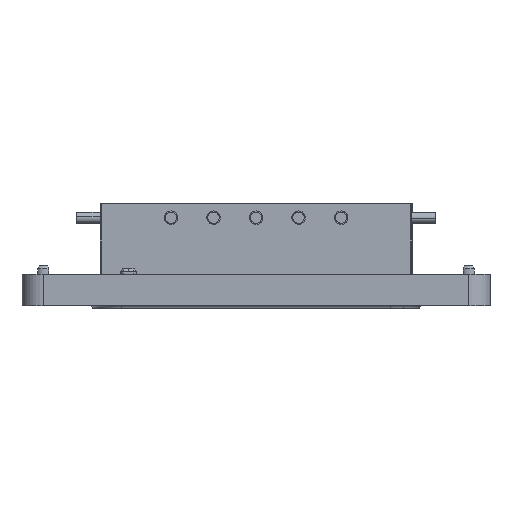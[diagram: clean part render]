
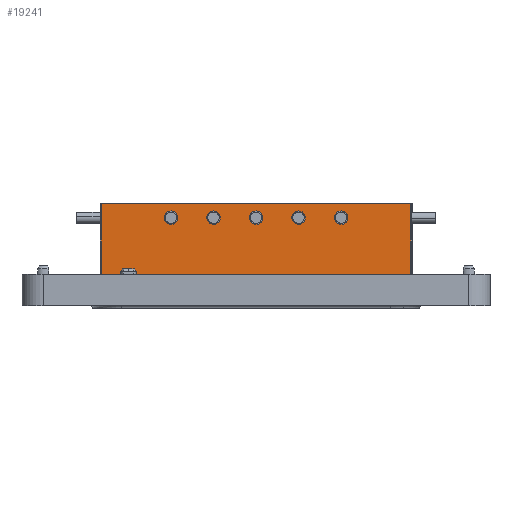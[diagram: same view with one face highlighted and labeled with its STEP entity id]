
A CAD part, left-side view. The second image highlights one B-rep face of the part: STEP entity #19241.
In plain terms, the highlighted planar face has unit normal (-1, 0, 0).
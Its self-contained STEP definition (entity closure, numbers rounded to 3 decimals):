
#18976=CARTESIAN_POINT('Line Origine',(-185.,0.,24.)) ;
#18980=CARTESIAN_POINT('Vertex',(-185.,-109.,24.)) ;
#18982=CARTESIAN_POINT('Vertex',(-185.,109.,24.)) ;
#19121=CARTESIAN_POINT('Axis2P3D Location',(-185.,-110.,74.)) ;
#19126=CARTESIAN_POINT('Line Origine',(-185.,0.,74.)) ;
#19130=CARTESIAN_POINT('Vertex',(-185.,-109.,74.)) ;
#19132=CARTESIAN_POINT('Vertex',(-185.,109.,74.)) ;
#19135=CARTESIAN_POINT('Line Origine',(-185.,109.,49.)) ;
#19140=CARTESIAN_POINT('Line Origine',(-185.,-109.,49.)) ;
#19151=CARTESIAN_POINT('Axis2P3D Location',(-185.,-30.,64.)) ;
#19155=CARTESIAN_POINT('Vertex',(-185.,-34.169,66.277)) ;
#19157=CARTESIAN_POINT('Vertex',(-185.,-25.831,61.723)) ;
#19160=CARTESIAN_POINT('Axis2P3D Location',(-185.,-30.,64.)) ;
#19169=CARTESIAN_POINT('Axis2P3D Location',(-185.,-60.,64.)) ;
#19173=CARTESIAN_POINT('Vertex',(-185.,-55.831,61.723)) ;
#19175=CARTESIAN_POINT('Vertex',(-185.,-64.169,66.277)) ;
#19178=CARTESIAN_POINT('Axis2P3D Location',(-185.,-60.,64.)) ;
#19187=CARTESIAN_POINT('Axis2P3D Location',(-185.,0.,64.)) ;
#19191=CARTESIAN_POINT('Vertex',(-185.,-4.169,66.277)) ;
#19193=CARTESIAN_POINT('Vertex',(-185.,4.169,61.723)) ;
#19196=CARTESIAN_POINT('Axis2P3D Location',(-185.,0.,64.)) ;
#19205=CARTESIAN_POINT('Axis2P3D Location',(-185.,30.,64.)) ;
#19209=CARTESIAN_POINT('Vertex',(-185.,25.831,66.277)) ;
#19211=CARTESIAN_POINT('Vertex',(-185.,34.169,61.723)) ;
#19214=CARTESIAN_POINT('Axis2P3D Location',(-185.,30.,64.)) ;
#19223=CARTESIAN_POINT('Axis2P3D Location',(-185.,60.,64.)) ;
#19227=CARTESIAN_POINT('Vertex',(-185.,55.831,66.277)) ;
#19229=CARTESIAN_POINT('Vertex',(-185.,64.169,61.723)) ;
#19232=CARTESIAN_POINT('Axis2P3D Location',(-185.,60.,64.)) ;
#18977=DIRECTION('Vector Direction',(0.,1.,0.)) ;
#19122=DIRECTION('Axis2P3D Direction',(1.,-0.,0.)) ;
#19123=DIRECTION('Axis2P3D XDirection',(0.,0.,-1.)) ;
#19127=DIRECTION('Vector Direction',(0.,1.,0.)) ;
#19136=DIRECTION('Vector Direction',(0.,0.,-1.)) ;
#19141=DIRECTION('Vector Direction',(0.,0.,-1.)) ;
#19152=DIRECTION('Axis2P3D Direction',(1.,-0.,0.)) ;
#19161=DIRECTION('Axis2P3D Direction',(1.,-0.,0.)) ;
#19170=DIRECTION('Axis2P3D Direction',(1.,-0.,0.)) ;
#19179=DIRECTION('Axis2P3D Direction',(1.,-0.,0.)) ;
#19188=DIRECTION('Axis2P3D Direction',(1.,-0.,0.)) ;
#19197=DIRECTION('Axis2P3D Direction',(1.,-0.,0.)) ;
#19206=DIRECTION('Axis2P3D Direction',(1.,-0.,0.)) ;
#19215=DIRECTION('Axis2P3D Direction',(1.,-0.,0.)) ;
#19224=DIRECTION('Axis2P3D Direction',(1.,-0.,0.)) ;
#19233=DIRECTION('Axis2P3D Direction',(1.,-0.,0.)) ;
#19124=AXIS2_PLACEMENT_3D('Plane Axis2P3D',#19121,#19122,#19123) ;
#19153=AXIS2_PLACEMENT_3D('Circle Axis2P3D',#19151,#19152,$) ;
#19162=AXIS2_PLACEMENT_3D('Circle Axis2P3D',#19160,#19161,$) ;
#19171=AXIS2_PLACEMENT_3D('Circle Axis2P3D',#19169,#19170,$) ;
#19180=AXIS2_PLACEMENT_3D('Circle Axis2P3D',#19178,#19179,$) ;
#19189=AXIS2_PLACEMENT_3D('Circle Axis2P3D',#19187,#19188,$) ;
#19198=AXIS2_PLACEMENT_3D('Circle Axis2P3D',#19196,#19197,$) ;
#19207=AXIS2_PLACEMENT_3D('Circle Axis2P3D',#19205,#19206,$) ;
#19216=AXIS2_PLACEMENT_3D('Circle Axis2P3D',#19214,#19215,$) ;
#19225=AXIS2_PLACEMENT_3D('Circle Axis2P3D',#19223,#19224,$) ;
#19234=AXIS2_PLACEMENT_3D('Circle Axis2P3D',#19232,#19233,$) ;
#19146=ORIENTED_EDGE('',*,*,#19134,.T.) ;
#19147=ORIENTED_EDGE('',*,*,#19139,.T.) ;
#19148=ORIENTED_EDGE('',*,*,#18984,.F.) ;
#19149=ORIENTED_EDGE('',*,*,#19144,.F.) ;
#19166=ORIENTED_EDGE('',*,*,#19159,.F.) ;
#19167=ORIENTED_EDGE('',*,*,#19164,.F.) ;
#19184=ORIENTED_EDGE('',*,*,#19177,.F.) ;
#19185=ORIENTED_EDGE('',*,*,#19182,.F.) ;
#19202=ORIENTED_EDGE('',*,*,#19195,.F.) ;
#19203=ORIENTED_EDGE('',*,*,#19200,.F.) ;
#19220=ORIENTED_EDGE('',*,*,#19213,.F.) ;
#19221=ORIENTED_EDGE('',*,*,#19218,.F.) ;
#19238=ORIENTED_EDGE('',*,*,#19231,.F.) ;
#19239=ORIENTED_EDGE('',*,*,#19236,.F.) ;
#19168=FACE_BOUND('',#19165,.T.) ;
#19186=FACE_BOUND('',#19183,.T.) ;
#19204=FACE_BOUND('',#19201,.T.) ;
#19222=FACE_BOUND('',#19219,.T.) ;
#19240=FACE_BOUND('',#19237,.T.) ;
#18978=VECTOR('Line Direction',#18977,1.) ;
#19128=VECTOR('Line Direction',#19127,1.) ;
#19137=VECTOR('Line Direction',#19136,1.) ;
#19142=VECTOR('Line Direction',#19141,1.) ;
#19241=ADVANCED_FACE('AEGT016.1.2.1\\\X2\96F64EF651E04F554F53\X0\',(#19150,#19168,#19186,#19204,#19222,#19240),#19125,.F.) ;
#19154=CIRCLE('generated circle',#19153,4.75) ;
#19163=CIRCLE('generated circle',#19162,4.75) ;
#19172=CIRCLE('generated circle',#19171,4.75) ;
#19181=CIRCLE('generated circle',#19180,4.75) ;
#19190=CIRCLE('generated circle',#19189,4.75) ;
#19199=CIRCLE('generated circle',#19198,4.75) ;
#19208=CIRCLE('generated circle',#19207,4.75) ;
#19217=CIRCLE('generated circle',#19216,4.75) ;
#19226=CIRCLE('generated circle',#19225,4.75) ;
#19235=CIRCLE('generated circle',#19234,4.75) ;
#18984=EDGE_CURVE('',#18981,#18983,#18979,.T.) ;
#19134=EDGE_CURVE('',#19131,#19133,#19129,.T.) ;
#19139=EDGE_CURVE('',#19133,#18983,#19138,.T.) ;
#19144=EDGE_CURVE('',#19131,#18981,#19143,.T.) ;
#19159=EDGE_CURVE('',#19156,#19158,#19154,.F.) ;
#19164=EDGE_CURVE('',#19158,#19156,#19163,.F.) ;
#19177=EDGE_CURVE('',#19174,#19176,#19172,.F.) ;
#19182=EDGE_CURVE('',#19176,#19174,#19181,.F.) ;
#19195=EDGE_CURVE('',#19192,#19194,#19190,.F.) ;
#19200=EDGE_CURVE('',#19194,#19192,#19199,.F.) ;
#19213=EDGE_CURVE('',#19210,#19212,#19208,.F.) ;
#19218=EDGE_CURVE('',#19212,#19210,#19217,.F.) ;
#19231=EDGE_CURVE('',#19228,#19230,#19226,.F.) ;
#19236=EDGE_CURVE('',#19230,#19228,#19235,.F.) ;
#19145=EDGE_LOOP('',(#19146,#19147,#19148,#19149)) ;
#19165=EDGE_LOOP('',(#19166,#19167)) ;
#19183=EDGE_LOOP('',(#19184,#19185)) ;
#19201=EDGE_LOOP('',(#19202,#19203)) ;
#19219=EDGE_LOOP('',(#19220,#19221)) ;
#19237=EDGE_LOOP('',(#19238,#19239)) ;
#19150=FACE_OUTER_BOUND('',#19145,.T.) ;
#18979=LINE('Line',#18976,#18978) ;
#19129=LINE('Line',#19126,#19128) ;
#19138=LINE('Line',#19135,#19137) ;
#19143=LINE('Line',#19140,#19142) ;
#19125=PLANE('',#19124) ;
#18981=VERTEX_POINT('',#18980) ;
#18983=VERTEX_POINT('',#18982) ;
#19131=VERTEX_POINT('',#19130) ;
#19133=VERTEX_POINT('',#19132) ;
#19156=VERTEX_POINT('',#19155) ;
#19158=VERTEX_POINT('',#19157) ;
#19174=VERTEX_POINT('',#19173) ;
#19176=VERTEX_POINT('',#19175) ;
#19192=VERTEX_POINT('',#19191) ;
#19194=VERTEX_POINT('',#19193) ;
#19210=VERTEX_POINT('',#19209) ;
#19212=VERTEX_POINT('',#19211) ;
#19228=VERTEX_POINT('',#19227) ;
#19230=VERTEX_POINT('',#19229) ;
